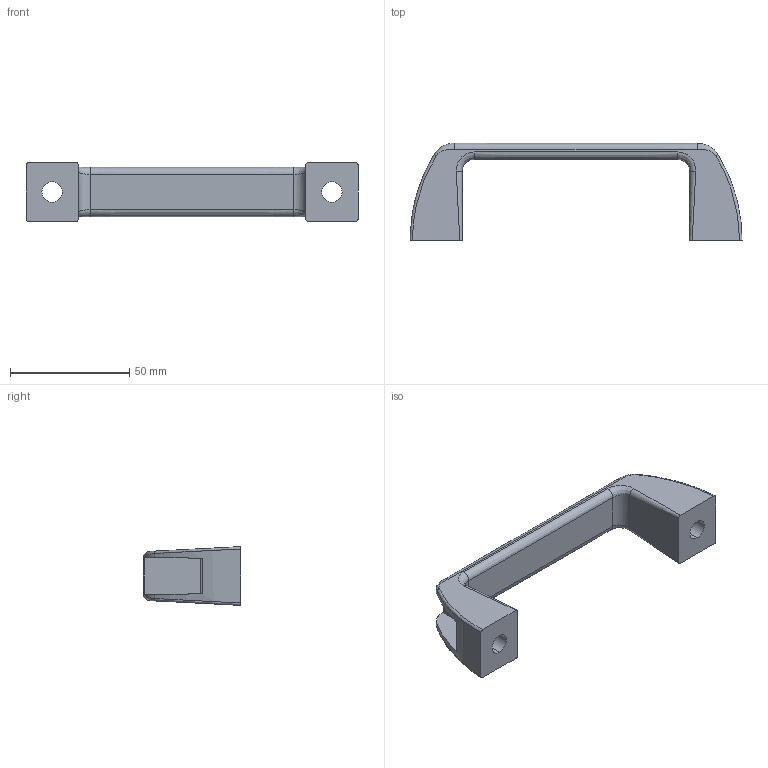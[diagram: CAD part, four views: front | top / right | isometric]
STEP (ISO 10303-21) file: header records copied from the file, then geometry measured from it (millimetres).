
FILE_DESCRIPTION (( 'STEP AP214' ), '1' );
FILE_NAME ('JWWINCO CABINET HANDLE CUH-6333100.STEP', '2022-12-18T11:36:15', ( '' ), ( '' ), 'SwSTEP 2.0', 'SolidWorks 2019', '' );
FILE_SCHEMA (( 'AUTOMOTIVE_DESIGN' ));
Length unit declared in the file: millimetre
Products named in the file (1): JWWINCO CABINET HANDLE CUH-6333100
Bounding box: 138.94 x 40.89 x 24.61 mm (x, y, z)
Volume: 34093.3 mm3; surface area: 14447.6 mm2
Topology: 1 solids, 1 shells, 68 faces, 172 edges, 108 vertices
Faces by surface type: bspline 28, cylinder 20, plane 20
Entity records: 3362 total; most frequent: CARTESIAN_POINT 2033, ORIENTED_EDGE 344, EDGE_CURVE 172, DIRECTION 166, VERTEX_POINT 108, B_SPLINE_CURVE_WITH_KNOTS 76, EDGE_LOOP 74, FACE_OUTER_BOUND 68
